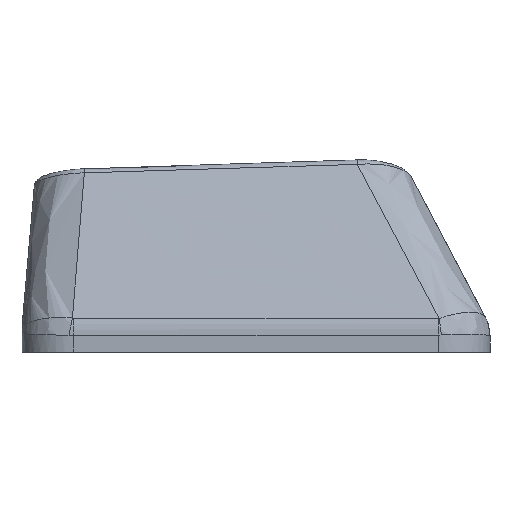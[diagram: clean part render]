
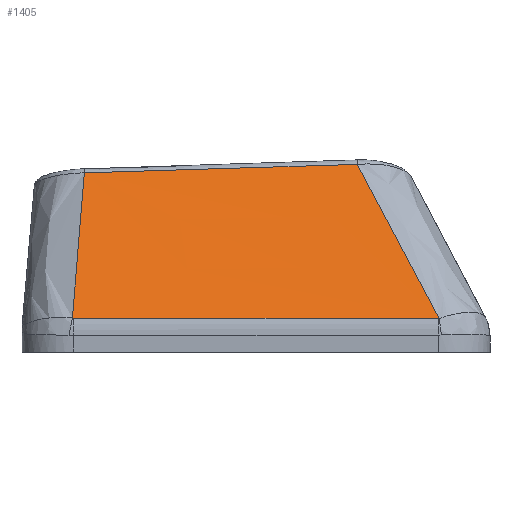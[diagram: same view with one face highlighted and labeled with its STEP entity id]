
A CAD part, left-side view. The second image highlights one B-rep face of the part: STEP entity #1405.
In plain terms, the highlighted free-form (B-spline) face has degree [3, 3] with [4, 4] control points.
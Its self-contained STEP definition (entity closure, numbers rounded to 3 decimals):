
#262=FACE_OUTER_BOUND('',#348,.T.);
#348=EDGE_LOOP('',(#1143,#1144,#1145,#1146,#1147,#1148));
#427=B_SPLINE_CURVE_WITH_KNOTS('',3,(#2591,#2592,#2593,#2594),
 .UNSPECIFIED.,.F.,.F.,(4,4),(0.,0.003),.UNSPECIFIED.);
#428=B_SPLINE_CURVE_WITH_KNOTS('',3,(#2612,#2613,#2614,#2615),
 .UNSPECIFIED.,.F.,.F.,(4,4),(-1.416,0.),.UNSPECIFIED.);
#431=B_SPLINE_CURVE_WITH_KNOTS('',3,(#2645,#2646,#2647,#2648),
 .UNSPECIFIED.,.F.,.F.,(4,4),(0.,0.004),
 .UNSPECIFIED.);
#442=B_SPLINE_CURVE_WITH_KNOTS('',3,(#2881,#2882,#2883,#2884),
 .UNSPECIFIED.,.F.,.F.,(4,4),(0.033,0.767),
 .UNSPECIFIED.);
#472=B_SPLINE_CURVE_WITH_KNOTS('',3,(#3437,#3438,#3439,#3440),
 .UNSPECIFIED.,.F.,.F.,(4,4),(0.,1.059),.UNSPECIFIED.);
#475=B_SPLINE_CURVE_WITH_KNOTS('',3,(#3513,#3514,#3515,#3516),
 .UNSPECIFIED.,.F.,.F.,(4,4),(-0.658,-0.025),
 .UNSPECIFIED.);
#554=VERTEX_POINT('',#2553);
#556=VERTEX_POINT('',#2584);
#558=VERTEX_POINT('',#2611);
#560=VERTEX_POINT('',#2638);
#576=VERTEX_POINT('',#2875);
#616=VERTEX_POINT('',#3435);
#713=EDGE_CURVE('',#554,#556,#427,.T.);
#714=EDGE_CURVE('',#556,#558,#428,.T.);
#719=EDGE_CURVE('',#558,#560,#431,.T.);
#745=EDGE_CURVE('',#576,#554,#442,.T.);
#808=EDGE_CURVE('',#616,#576,#472,.T.);
#812=EDGE_CURVE('',#560,#616,#475,.T.);
#1143=ORIENTED_EDGE('',*,*,#713,.F.);
#1144=ORIENTED_EDGE('',*,*,#745,.F.);
#1145=ORIENTED_EDGE('',*,*,#808,.F.);
#1146=ORIENTED_EDGE('',*,*,#812,.F.);
#1147=ORIENTED_EDGE('',*,*,#719,.F.);
#1148=ORIENTED_EDGE('',*,*,#714,.F.);
#1335=B_SPLINE_SURFACE_WITH_KNOTS('',3,3,((#3497,#3498,#3499,#3500),(#3501,
#3502,#3503,#3504),(#3505,#3506,#3507,#3508),(#3509,#3510,#3511,#3512)),
 .UNSPECIFIED.,.F.,.F.,.F.,(4,4),(4,4),(0.107,0.899),
(0.036,0.954),.UNSPECIFIED.);
#1405=ADVANCED_FACE('',(#262),#1335,.F.);
#2553=CARTESIAN_POINT('',(-8.935,-7.108,0.306));
#2584=CARTESIAN_POINT('',(-8.936,-7.08,0.305));
#2591=CARTESIAN_POINT('Ctrl Pts',(-8.935,-7.108,0.306));
#2592=CARTESIAN_POINT('Ctrl Pts',(-8.936,-7.099,0.305));
#2593=CARTESIAN_POINT('Ctrl Pts',(-8.936,-7.089,0.305));
#2594=CARTESIAN_POINT('Ctrl Pts',(-8.936,-7.08,0.305));
#2611=CARTESIAN_POINT('',(-8.92,7.081,0.319));
#2612=CARTESIAN_POINT('Ctrl Pts',(-8.936,-7.08,0.305));
#2613=CARTESIAN_POINT('Ctrl Pts',(-8.931,-2.359,0.309));
#2614=CARTESIAN_POINT('Ctrl Pts',(-8.926,2.361,0.314));
#2615=CARTESIAN_POINT('Ctrl Pts',(-8.92,7.081,0.319));
#2638=CARTESIAN_POINT('',(-8.918,7.125,0.322));
#2645=CARTESIAN_POINT('Ctrl Pts',(-8.92,7.081,0.319));
#2646=CARTESIAN_POINT('Ctrl Pts',(-8.92,7.096,0.319));
#2647=CARTESIAN_POINT('Ctrl Pts',(-8.919,7.111,0.32));
#2648=CARTESIAN_POINT('Ctrl Pts',(-8.918,7.125,0.322));
#2875=CARTESIAN_POINT('',(-6.097,-3.928,6.285));
#2881=CARTESIAN_POINT('Ctrl Pts',(-6.097,-3.928,6.285));
#2882=CARTESIAN_POINT('Ctrl Pts',(-7.045,-4.99,4.294));
#2883=CARTESIAN_POINT('Ctrl Pts',(-7.991,-6.05,2.3));
#2884=CARTESIAN_POINT('Ctrl Pts',(-8.935,-7.108,0.306));
#3435=CARTESIAN_POINT('',(-6.081,6.661,5.956));
#3437=CARTESIAN_POINT('Ctrl Pts',(-6.081,6.661,5.956));
#3438=CARTESIAN_POINT('Ctrl Pts',(-6.086,3.132,6.067));
#3439=CARTESIAN_POINT('Ctrl Pts',(-6.092,-0.398,
6.177));
#3440=CARTESIAN_POINT('Ctrl Pts',(-6.097,-3.928,6.285));
#3497=CARTESIAN_POINT('Ctrl Pts',(-6.081,7.031,5.944));
#3498=CARTESIAN_POINT('Ctrl Pts',(-7.033,7.062,4.058));
#3499=CARTESIAN_POINT('Ctrl Pts',(-7.984,7.094,2.172));
#3500=CARTESIAN_POINT('Ctrl Pts',(-8.936,7.125,0.286));
#3501=CARTESIAN_POINT('Ctrl Pts',(-6.081,3.26,6.073));
#3502=CARTESIAN_POINT('Ctrl Pts',(-7.033,2.967,4.146));
#3503=CARTESIAN_POINT('Ctrl Pts',(-7.984,2.674,2.219));
#3504=CARTESIAN_POINT('Ctrl Pts',(-8.936,2.381,0.292));
#3505=CARTESIAN_POINT('Ctrl Pts',(-6.081,-0.511,
6.203));
#3506=CARTESIAN_POINT('Ctrl Pts',(-7.033,-1.129,4.235));
#3507=CARTESIAN_POINT('Ctrl Pts',(-7.984,-1.747,2.266));
#3508=CARTESIAN_POINT('Ctrl Pts',(-8.936,-2.364,0.298));
#3509=CARTESIAN_POINT('Ctrl Pts',(-6.081,-4.282,6.332));
#3510=CARTESIAN_POINT('Ctrl Pts',(-7.033,-5.225,4.323));
#3511=CARTESIAN_POINT('Ctrl Pts',(-7.984,-6.167,2.314));
#3512=CARTESIAN_POINT('Ctrl Pts',(-8.936,-7.109,0.305));
#3513=CARTESIAN_POINT('Ctrl Pts',(-8.918,7.125,0.322));
#3514=CARTESIAN_POINT('Ctrl Pts',(-7.97,6.968,2.2));
#3515=CARTESIAN_POINT('Ctrl Pts',(-7.024,6.813,4.078));
#3516=CARTESIAN_POINT('Ctrl Pts',(-6.081,6.661,5.956));
